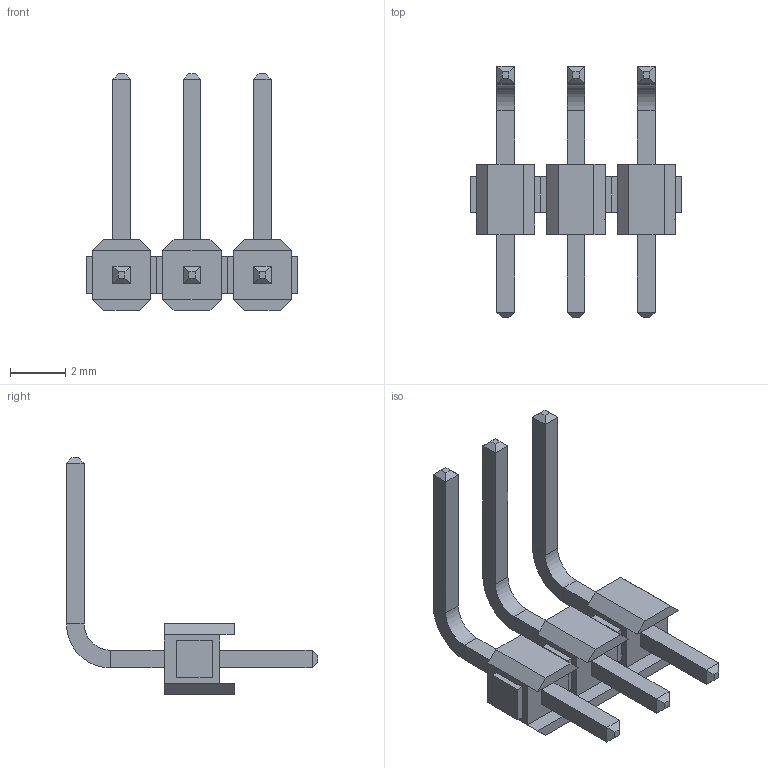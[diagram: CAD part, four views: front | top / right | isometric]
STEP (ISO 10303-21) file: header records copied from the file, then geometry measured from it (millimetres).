
FILE_DESCRIPTION (( 'STEP AP214' ), '1' );
FILE_NAME ('PLSR-03.STEP', '2019-06-28T12:09:49', ( '' ), ( '' ), 'SwSTEP 2.0', 'SolidWorks 2018', '' );
FILE_SCHEMA (( 'AUTOMOTIVE_DESIGN' ));
Length unit declared in the file: millimetre
Products named in the file (1): PLSR-03
Bounding box: 7.62 x 9.07 x 8.54 mm (x, y, z)
Volume: 50.9 mm3; surface area: 205.5 mm2
Topology: 6 solids, 6 shells, 153 faces, 336 edges, 204 vertices
Faces by surface type: plane 147, cylinder 6
Entity records: 5804 total; most frequent: CARTESIAN_POINT 694, ORIENTED_EDGE 672, DIRECTION 656, EDGE_CURVE 336, LINE 324, VECTOR 324, VERTEX_POINT 204, AXIS2_PLACEMENT_3D 166
